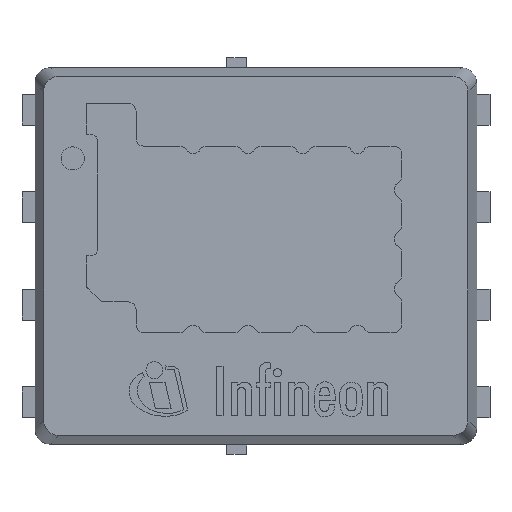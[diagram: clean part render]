
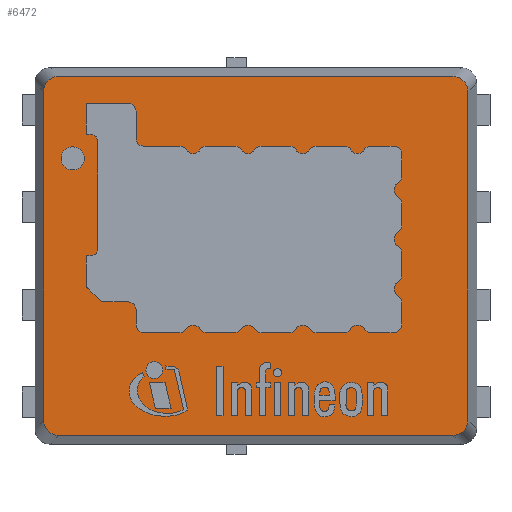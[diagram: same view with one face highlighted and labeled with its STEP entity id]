
A CAD part, top view. The second image highlights one B-rep face of the part: STEP entity #6472.
In plain terms, the highlighted planar face has unit normal (0, 0, 1).
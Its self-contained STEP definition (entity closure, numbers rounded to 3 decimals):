
#232=FACE_BOUND('',#900,.T.);
#237=ELLIPSE('',#6882,0.209,0.2);
#238=ELLIPSE('',#6883,0.209,0.2);
#239=ELLIPSE('',#6884,0.209,0.2);
#240=ELLIPSE('',#6885,0.209,0.2);
#249=PLANE('',#6881);
#519=FACE_OUTER_BOUND('',#899,.T.);
#899=EDGE_LOOP('',(#4430,#4431,#4432,#4433,#4434,#4435,#4436,#4437));
#900=EDGE_LOOP('',(#4438));
#1282=LINE('',#9175,#1941);
#1284=LINE('',#9180,#1943);
#1290=LINE('',#9193,#1949);
#1294=LINE('',#9202,#1953);
#1941=VECTOR('',#7429,1000.);
#1943=VECTOR('',#7433,1000.);
#1949=VECTOR('',#7441,1000.);
#1953=VECTOR('',#7447,1000.);
#2598=CIRCLE('',#6876,0.15);
#2772=VERTEX_POINT('',#9165);
#2775=VERTEX_POINT('',#9172);
#2776=VERTEX_POINT('',#9174);
#2777=VERTEX_POINT('',#9178);
#2778=VERTEX_POINT('',#9179);
#2783=VERTEX_POINT('',#9190);
#2784=VERTEX_POINT('',#9192);
#2787=VERTEX_POINT('',#9199);
#2788=VERTEX_POINT('',#9201);
#3429=EDGE_CURVE('',#2772,#2772,#2598,.T.);
#3432=EDGE_CURVE('',#2776,#2775,#1282,.T.);
#3434=EDGE_CURVE('',#2777,#2778,#1284,.T.);
#3440=EDGE_CURVE('',#2784,#2783,#1290,.T.);
#3444=EDGE_CURVE('',#2788,#2787,#1294,.T.);
#3446=EDGE_CURVE('',#2775,#2777,#237,.T.);
#3447=EDGE_CURVE('',#2778,#2784,#238,.T.);
#3448=EDGE_CURVE('',#2783,#2788,#239,.T.);
#3449=EDGE_CURVE('',#2787,#2776,#240,.T.);
#4430=ORIENTED_EDGE('',*,*,#3432,.T.);
#4431=ORIENTED_EDGE('',*,*,#3446,.T.);
#4432=ORIENTED_EDGE('',*,*,#3434,.T.);
#4433=ORIENTED_EDGE('',*,*,#3447,.T.);
#4434=ORIENTED_EDGE('',*,*,#3440,.T.);
#4435=ORIENTED_EDGE('',*,*,#3448,.T.);
#4436=ORIENTED_EDGE('',*,*,#3444,.T.);
#4437=ORIENTED_EDGE('',*,*,#3449,.T.);
#4438=ORIENTED_EDGE('',*,*,#3429,.F.);
#6472=ADVANCED_FACE('',(#519,#232),#249,.T.);
#6876=AXIS2_PLACEMENT_3D('',#9167,#7423,#7424);
#6881=AXIS2_PLACEMENT_3D('',#9204,#7449,#7450);
#6882=AXIS2_PLACEMENT_3D('',#9205,#7451,#7452);
#6883=AXIS2_PLACEMENT_3D('',#9206,#7453,#7454);
#6884=AXIS2_PLACEMENT_3D('',#9207,#7455,#7456);
#6885=AXIS2_PLACEMENT_3D('',#9208,#7457,#7458);
#7423=DIRECTION('center_axis',(0.,0.,1.));
#7424=DIRECTION('ref_axis',(1.,0.,0.));
#7429=DIRECTION('',(1.,0.,0.));
#7433=DIRECTION('',(0.,1.,0.));
#7441=DIRECTION('',(-1.,0.,0.));
#7447=DIRECTION('',(0.,-1.,0.));
#7449=DIRECTION('center_axis',(0.,0.,1.));
#7450=DIRECTION('ref_axis',(1.,0.,0.));
#7451=DIRECTION('center_axis',(0.,0.,
1.));
#7452=DIRECTION('ref_axis',(0.707,-0.707,0.));
#7453=DIRECTION('center_axis',(0.,0.,
1.));
#7454=DIRECTION('ref_axis',(-0.707,-0.707,0.));
#7455=DIRECTION('center_axis',(0.,0.,
1.));
#7456=DIRECTION('ref_axis',(0.707,-0.707,0.));
#7457=DIRECTION('center_axis',(0.,0.,
1.));
#7458=DIRECTION('ref_axis',(-0.707,-0.707,0.));
#9165=CARTESIAN_POINT('',(-2.535,1.27,0.84));
#9167=CARTESIAN_POINT('Origin',(-2.385,1.27,0.84));
#9172=CARTESIAN_POINT('',(2.567,-2.337,0.84));
#9174=CARTESIAN_POINT('',(-2.567,-2.337,0.84));
#9175=CARTESIAN_POINT('',(-2.875,-2.337,0.84));
#9178=CARTESIAN_POINT('',(2.762,-2.142,0.84));
#9179=CARTESIAN_POINT('',(2.762,2.142,0.84));
#9180=CARTESIAN_POINT('',(2.762,-2.45,0.84));
#9190=CARTESIAN_POINT('',(-2.567,2.337,0.84));
#9192=CARTESIAN_POINT('',(2.567,2.337,0.84));
#9193=CARTESIAN_POINT('',(2.875,2.337,0.84));
#9199=CARTESIAN_POINT('',(-2.762,-2.142,0.84));
#9201=CARTESIAN_POINT('',(-2.762,2.142,0.84));
#9202=CARTESIAN_POINT('',(-2.762,2.45,0.84));
#9204=CARTESIAN_POINT('Origin',(0.,0.,0.84));
#9205=CARTESIAN_POINT('Origin',(2.558,-2.133,0.84));
#9206=CARTESIAN_POINT('Origin',(2.558,2.133,0.84));
#9207=CARTESIAN_POINT('Origin',(-2.558,2.133,0.84));
#9208=CARTESIAN_POINT('Origin',(-2.558,-2.133,0.84));
